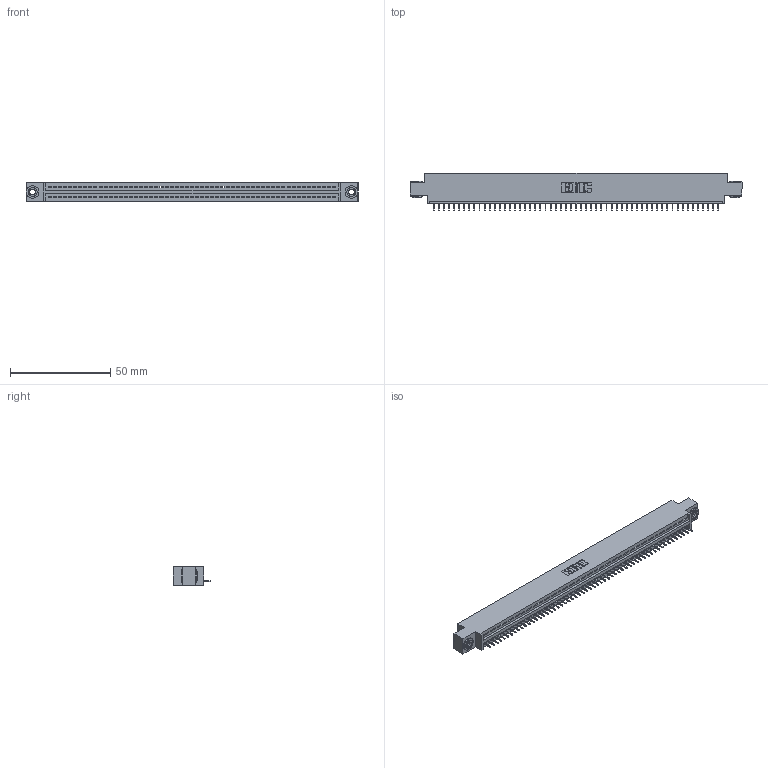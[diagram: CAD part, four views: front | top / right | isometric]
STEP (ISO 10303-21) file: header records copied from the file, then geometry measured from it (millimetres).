
FILE_DESCRIPTION (( 'STEP AP203' ), '1' );
FILE_NAME ('345-057-525-603.STEP', '2020-09-20T19:55:50', ( '' ), ( '' ), 'SwSTEP 2.0', 'SolidWorks 2020', '' );
FILE_SCHEMA (( 'CONFIG_CONTROL_DESIGN' ));
Length unit declared in the file: inch
Products named in the file (4): 345-250-002_345-250-002-102; 345-292-001_345-293-125; 345 Part_0.170 Offset - 0.156 Dia-TH; 345-057-525-603
Assembly tree (60 placements, depth 2):
  345-057-525-603
    345 Part_0.170 Offset - 0.156 Dia-TH
    345-292-001_345-293-125  x57
    345-250-002_345-250-002-102  x2
Bounding box: 165.99 x 18.72 x 9.4 mm (x, y, z)
Volume: 15562 mm3; surface area: 20449.3 mm2
Topology: 60 solids, 60 shells, 3702 faces, 10689 edges, 6894 vertices
Faces by surface type: plane 2716, cylinder 978, cone 8
Entity records: 41736 total; most frequent: CARTESIAN_POINT 7206, ORIENTED_EDGE 7190, DIRECTION 6303, EDGE_CURVE 3595, VECTOR 3215, LINE 3215, VERTEX_POINT 2390, AXIS2_PLACEMENT_3D 1544
